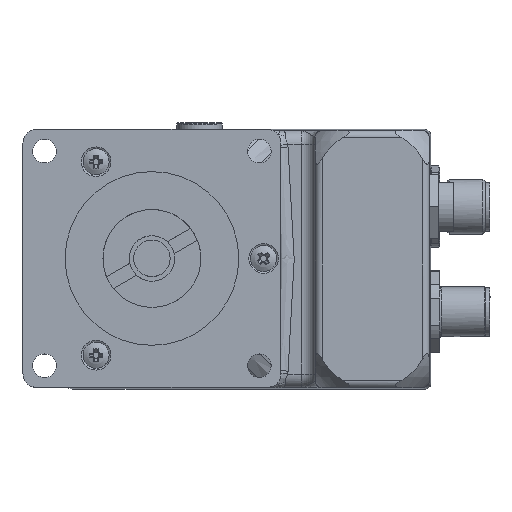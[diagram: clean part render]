
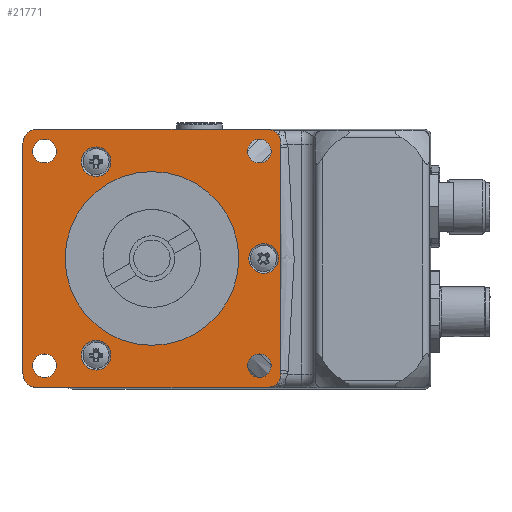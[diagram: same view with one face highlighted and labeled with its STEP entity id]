
A CAD part, top view. The second image highlights one B-rep face of the part: STEP entity #21771.
In plain terms, the highlighted planar face has unit normal (0, 0, 1).
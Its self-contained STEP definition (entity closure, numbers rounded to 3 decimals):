
#1538=FACE_BOUND('',#4897,.T.);
#1539=FACE_BOUND('',#4898,.T.);
#1540=FACE_BOUND('',#4899,.T.);
#1541=FACE_BOUND('',#4900,.T.);
#1542=FACE_BOUND('',#4901,.T.);
#1543=FACE_BOUND('',#4902,.T.);
#1544=FACE_BOUND('',#4903,.T.);
#1545=FACE_BOUND('',#4904,.T.);
#2410=CIRCLE('',#23227,3.25);
#2413=CIRCLE('',#23232,3.25);
#2416=CIRCLE('',#23237,3.25);
#2438=CIRCLE('',#23272,19.05);
#2439=CIRCLE('',#23275,3.);
#2440=CIRCLE('',#23276,3.);
#2441=CIRCLE('',#23277,3.);
#2442=CIRCLE('',#23278,3.);
#2443=CIRCLE('',#23279,2.6);
#2444=CIRCLE('',#23280,2.6);
#2445=CIRCLE('',#23281,2.6);
#2446=CIRCLE('',#23282,2.6);
#3533=FACE_OUTER_BOUND('',#4896,.T.);
#4896=EDGE_LOOP('',(#15569,#15570,#15571,#15572,#15573,#15574,#15575,#15576));
#4897=EDGE_LOOP('',(#15577));
#4898=EDGE_LOOP('',(#15578));
#4899=EDGE_LOOP('',(#15579));
#4900=EDGE_LOOP('',(#15580));
#4901=EDGE_LOOP('',(#15581));
#4902=EDGE_LOOP('',(#15582));
#4903=EDGE_LOOP('',(#15583));
#4904=EDGE_LOOP('',(#15584));
#6512=LINE('',#32755,#8189);
#6513=LINE('',#32759,#8190);
#6514=LINE('',#32763,#8191);
#6515=LINE('',#32767,#8192);
#8189=VECTOR('',#26148,50.6);
#8190=VECTOR('',#26151,50.6);
#8191=VECTOR('',#26154,50.6);
#8192=VECTOR('',#26157,50.6);
#9954=VERTEX_POINT('',#32664);
#9957=VERTEX_POINT('',#32672);
#9960=VERTEX_POINT('',#32680);
#9986=VERTEX_POINT('',#32749);
#9987=VERTEX_POINT('',#32753);
#9988=VERTEX_POINT('',#32754);
#9989=VERTEX_POINT('',#32756);
#9990=VERTEX_POINT('',#32758);
#9991=VERTEX_POINT('',#32760);
#9992=VERTEX_POINT('',#32762);
#9993=VERTEX_POINT('',#32764);
#9994=VERTEX_POINT('',#32766);
#9995=VERTEX_POINT('',#32769);
#9996=VERTEX_POINT('',#32771);
#9997=VERTEX_POINT('',#32773);
#9998=VERTEX_POINT('',#32775);
#12151=EDGE_CURVE('',#9954,#9954,#2410,.T.);
#12154=EDGE_CURVE('',#9957,#9957,#2413,.T.);
#12157=EDGE_CURVE('',#9960,#9960,#2416,.T.);
#12187=EDGE_CURVE('',#9986,#9986,#2438,.T.);
#12188=EDGE_CURVE('',#9987,#9988,#6512,.T.);
#12189=EDGE_CURVE('',#9989,#9987,#2439,.T.);
#12190=EDGE_CURVE('',#9990,#9989,#6513,.T.);
#12191=EDGE_CURVE('',#9991,#9990,#2440,.T.);
#12192=EDGE_CURVE('',#9992,#9991,#6514,.T.);
#12193=EDGE_CURVE('',#9993,#9992,#2441,.T.);
#12194=EDGE_CURVE('',#9994,#9993,#6515,.T.);
#12195=EDGE_CURVE('',#9988,#9994,#2442,.T.);
#12196=EDGE_CURVE('',#9995,#9995,#2443,.T.);
#12197=EDGE_CURVE('',#9996,#9996,#2444,.T.);
#12198=EDGE_CURVE('',#9997,#9997,#2445,.T.);
#12199=EDGE_CURVE('',#9998,#9998,#2446,.T.);
#15569=ORIENTED_EDGE('',*,*,#12188,.F.);
#15570=ORIENTED_EDGE('',*,*,#12189,.F.);
#15571=ORIENTED_EDGE('',*,*,#12190,.F.);
#15572=ORIENTED_EDGE('',*,*,#12191,.F.);
#15573=ORIENTED_EDGE('',*,*,#12192,.F.);
#15574=ORIENTED_EDGE('',*,*,#12193,.F.);
#15575=ORIENTED_EDGE('',*,*,#12194,.F.);
#15576=ORIENTED_EDGE('',*,*,#12195,.F.);
#15577=ORIENTED_EDGE('',*,*,#12151,.T.);
#15578=ORIENTED_EDGE('',*,*,#12154,.T.);
#15579=ORIENTED_EDGE('',*,*,#12157,.T.);
#15580=ORIENTED_EDGE('',*,*,#12196,.T.);
#15581=ORIENTED_EDGE('',*,*,#12197,.T.);
#15582=ORIENTED_EDGE('',*,*,#12198,.T.);
#15583=ORIENTED_EDGE('',*,*,#12199,.T.);
#15584=ORIENTED_EDGE('',*,*,#12187,.T.);
#21073=PLANE('',#23274);
#21771=ADVANCED_FACE('',(#3533,#1538,#1539,#1540,#1541,#1542,#1543,#1544,
#1545),#21073,.T.);
#23227=AXIS2_PLACEMENT_3D('',#32665,#26044,#26045);
#23232=AXIS2_PLACEMENT_3D('',#32673,#26054,#26055);
#23237=AXIS2_PLACEMENT_3D('',#32681,#26064,#26065);
#23272=AXIS2_PLACEMENT_3D('',#32750,#26142,#26143);
#23274=AXIS2_PLACEMENT_3D('',#32752,#26146,#26147);
#23275=AXIS2_PLACEMENT_3D('',#32757,#26149,#26150);
#23276=AXIS2_PLACEMENT_3D('',#32761,#26152,#26153);
#23277=AXIS2_PLACEMENT_3D('',#32765,#26155,#26156);
#23278=AXIS2_PLACEMENT_3D('',#32768,#26158,#26159);
#23279=AXIS2_PLACEMENT_3D('',#32770,#26160,#26161);
#23280=AXIS2_PLACEMENT_3D('',#32772,#26162,#26163);
#23281=AXIS2_PLACEMENT_3D('',#32774,#26164,#26165);
#23282=AXIS2_PLACEMENT_3D('',#32776,#26166,#26167);
#26044=DIRECTION('center_axis',(0.,0.,-1.));
#26045=DIRECTION('ref_axis',(0.,-1.,0.));
#26054=DIRECTION('center_axis',(0.,0.,-1.));
#26055=DIRECTION('ref_axis',(0.,-1.,0.));
#26064=DIRECTION('center_axis',(0.,0.,-1.));
#26065=DIRECTION('ref_axis',(0.,-1.,0.));
#26142=DIRECTION('center_axis',(0.,0.,-1.));
#26143=DIRECTION('ref_axis',(0.,1.,0.));
#26146=DIRECTION('center_axis',(0.,0.,1.));
#26147=DIRECTION('ref_axis',(0.,-1.,0.));
#26148=DIRECTION('',(0.,-1.,0.));
#26149=DIRECTION('center_axis',(0.,0.,-1.));
#26150=DIRECTION('ref_axis',(-1.,0.,0.));
#26151=DIRECTION('',(1.,0.,0.));
#26152=DIRECTION('center_axis',(0.,0.,-1.));
#26153=DIRECTION('ref_axis',(0.,-1.,0.));
#26154=DIRECTION('',(0.,1.,0.));
#26155=DIRECTION('center_axis',(0.,0.,-1.));
#26156=DIRECTION('ref_axis',(1.,0.,0.));
#26157=DIRECTION('',(-1.,0.,0.));
#26158=DIRECTION('center_axis',(0.,0.,-1.));
#26159=DIRECTION('ref_axis',(0.,1.,0.));
#26160=DIRECTION('center_axis',(0.,0.,-1.));
#26161=DIRECTION('ref_axis',(0.,1.,0.));
#26162=DIRECTION('center_axis',(0.,0.,-1.));
#26163=DIRECTION('ref_axis',(0.,1.,0.));
#26164=DIRECTION('center_axis',(0.,0.,-1.));
#26165=DIRECTION('ref_axis',(0.,1.,0.));
#26166=DIRECTION('center_axis',(0.,0.,-1.));
#26167=DIRECTION('ref_axis',(0.,1.,0.));
#32664=CARTESIAN_POINT('',(-12.25,-24.468,0.));
#32665=CARTESIAN_POINT('Origin',(-12.25,-21.218,0.));
#32672=CARTESIAN_POINT('',(-12.25,17.968,0.));
#32673=CARTESIAN_POINT('Origin',(-12.25,21.218,0.));
#32680=CARTESIAN_POINT('',(24.5,-3.25,0.));
#32681=CARTESIAN_POINT('Origin',(24.5,0.,0.));
#32749=CARTESIAN_POINT('',(0.,-19.05,0.));
#32750=CARTESIAN_POINT('Origin',(0.,0.,0.));
#32752=CARTESIAN_POINT('Origin',(0.,0.,
0.));
#32753=CARTESIAN_POINT('',(28.3,25.3,0.));
#32754=CARTESIAN_POINT('',(28.3,-25.3,0.));
#32755=CARTESIAN_POINT('',(28.3,25.3,0.));
#32756=CARTESIAN_POINT('',(25.3,28.3,0.));
#32757=CARTESIAN_POINT('Origin',(25.3,25.3,0.));
#32758=CARTESIAN_POINT('',(-25.3,28.3,0.));
#32759=CARTESIAN_POINT('',(-25.3,28.3,0.));
#32760=CARTESIAN_POINT('',(-28.3,25.3,0.));
#32761=CARTESIAN_POINT('Origin',(-25.3,25.3,0.));
#32762=CARTESIAN_POINT('',(-28.3,-25.3,0.));
#32763=CARTESIAN_POINT('',(-28.3,-25.3,0.));
#32764=CARTESIAN_POINT('',(-25.3,-28.3,0.));
#32765=CARTESIAN_POINT('Origin',(-25.3,-25.3,0.));
#32766=CARTESIAN_POINT('',(25.3,-28.3,0.));
#32767=CARTESIAN_POINT('',(25.3,-28.3,0.));
#32768=CARTESIAN_POINT('Origin',(25.3,-25.3,0.));
#32769=CARTESIAN_POINT('',(-23.55,20.95,0.));
#32770=CARTESIAN_POINT('Origin',(-23.55,23.55,0.));
#32771=CARTESIAN_POINT('',(23.55,20.95,0.));
#32772=CARTESIAN_POINT('Origin',(23.55,23.55,0.));
#32773=CARTESIAN_POINT('',(23.55,-26.15,0.));
#32774=CARTESIAN_POINT('Origin',(23.55,-23.55,0.));
#32775=CARTESIAN_POINT('',(-23.55,-26.15,0.));
#32776=CARTESIAN_POINT('Origin',(-23.55,-23.55,0.));
